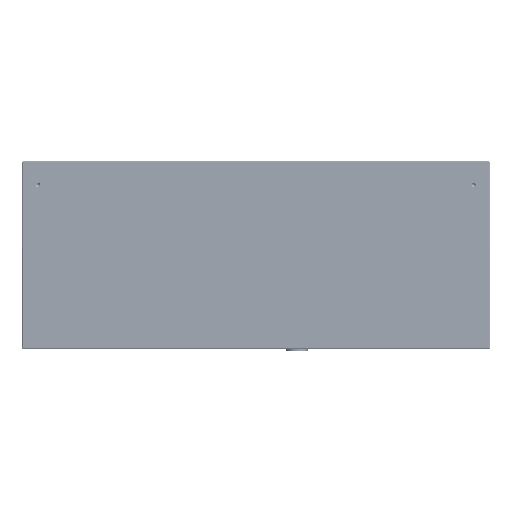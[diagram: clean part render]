
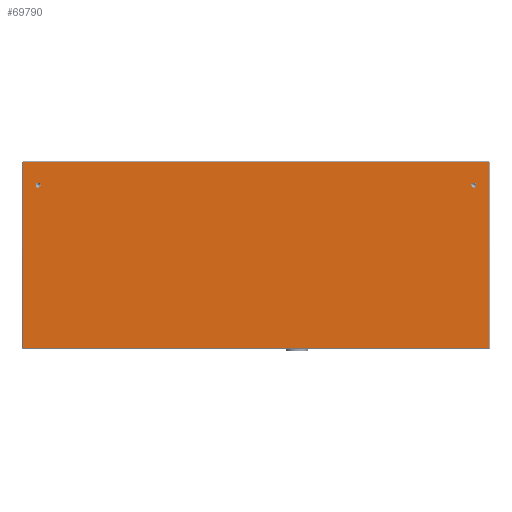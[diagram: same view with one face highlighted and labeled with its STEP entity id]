
A CAD part, left-side view. The second image highlights one B-rep face of the part: STEP entity #69790.
In plain terms, the highlighted face is planar.
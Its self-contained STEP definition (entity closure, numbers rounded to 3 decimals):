
#31378=DIRECTION('',(0.,-1.,0.));
#31379=VECTOR('',#31378,323.2);
#31380=CARTESIAN_POINT('',(157.5,323.2,-1.8));
#31381=LINE('',#31380,#31379);
#31385=DIRECTION('',(0.,-1.,0.));
#31386=VECTOR('',#31385,323.2);
#31387=CARTESIAN_POINT('',(157.5,0.,-1.8));
#31388=LINE('',#31387,#31386);
#43566=DIRECTION('',(0.,1.,0.));
#43567=VECTOR('',#43566,646.4);
#43568=CARTESIAN_POINT('',(157.5,-323.2,-260.));
#43569=LINE('',#43568,#43567);
#43643=DIRECTION('',(0.,0.,-1.));
#43644=VECTOR('',#43643,258.2);
#43645=CARTESIAN_POINT('',(157.5,-323.2,-1.8));
#43646=LINE('',#43645,#43644);
#43788=CARTESIAN_POINT('',(157.5,-302.3,-227.8));
#43789=DIRECTION('',(1.,0.,0.));
#43790=DIRECTION('',(0.,0.,1.));
#43791=AXIS2_PLACEMENT_3D('',#43788,#43789,#43790);
#43796=CARTESIAN_POINT('',(157.5,-302.3,-227.8));
#43797=DIRECTION('',(1.,0.,0.));
#43798=DIRECTION('',(0.,0.,-1.));
#43799=AXIS2_PLACEMENT_3D('',#43796,#43797,#43798);
#43804=CARTESIAN_POINT('',(157.5,302.7,-227.8));
#43805=DIRECTION('',(1.,0.,0.));
#43806=DIRECTION('',(0.,0.,1.));
#43807=AXIS2_PLACEMENT_3D('',#43804,#43805,#43806);
#43812=CARTESIAN_POINT('',(157.5,302.7,-227.8));
#43813=DIRECTION('',(1.,0.,0.));
#43814=DIRECTION('',(0.,0.,-1.));
#43815=AXIS2_PLACEMENT_3D('',#43812,#43813,#43814);
#43837=DIRECTION('',(0.,0.,1.));
#43838=VECTOR('',#43837,258.2);
#43839=CARTESIAN_POINT('',(157.5,323.2,-260.));
#43840=LINE('',#43839,#43838);
#56885=CARTESIAN_POINT('',(157.5,-323.2,-1.8));
#56886=VERTEX_POINT('',#56885);
#56889=CARTESIAN_POINT('',(157.5,323.2,-1.8));
#56890=VERTEX_POINT('',#56889);
#56891=CARTESIAN_POINT('',(157.5,0.,-1.8));
#56892=VERTEX_POINT('',#56891);
#59830=CARTESIAN_POINT('',(157.5,302.7,-224.3));
#59831=CARTESIAN_POINT('',(157.5,302.7,-231.3));
#59832=VERTEX_POINT('',#59830);
#59833=VERTEX_POINT('',#59831);
#59834=CARTESIAN_POINT('',(157.5,323.2,-260.));
#59835=VERTEX_POINT('',#59834);
#59836=CARTESIAN_POINT('',(157.5,-323.2,-260.));
#59837=VERTEX_POINT('',#59836);
#59838=CARTESIAN_POINT('',(157.5,-302.3,-224.3));
#59839=CARTESIAN_POINT('',(157.5,-302.3,-231.3));
#59840=VERTEX_POINT('',#59838);
#59841=VERTEX_POINT('',#59839);
#69765=CARTESIAN_POINT('',(157.5,0.,-260.));
#69766=DIRECTION('',(-1.,0.,0.));
#69767=DIRECTION('',(0.,0.,1.));
#69768=AXIS2_PLACEMENT_3D('',#69765,#69766,#69767);
#69769=PLANE('',#69768);
#69771=ORIENTED_EDGE('',*,*,#69770,.F.);
#69772=ORIENTED_EDGE('',*,*,#69563,.F.);
#69773=ORIENTED_EDGE('',*,*,#69612,.F.);
#69774=ORIENTED_EDGE('',*,*,#64438,.F.);
#69775=ORIENTED_EDGE('',*,*,#64436,.F.);
#69776=EDGE_LOOP('',(#69771,#69772,#69773,#69774,#69775));
#69777=FACE_OUTER_BOUND('',#69776,.F.);
#69779=ORIENTED_EDGE('',*,*,#69778,.T.);
#69781=ORIENTED_EDGE('',*,*,#69780,.T.);
#69782=EDGE_LOOP('',(#69779,#69781));
#69783=FACE_BOUND('',#69782,.F.);
#69785=ORIENTED_EDGE('',*,*,#69784,.T.);
#69787=ORIENTED_EDGE('',*,*,#69786,.T.);
#69788=EDGE_LOOP('',(#69785,#69787));
#69789=FACE_BOUND('',#69788,.F.);
#69790=ADVANCED_FACE('',(#69777,#69783,#69789),#69769,.F.);
#43792=CIRCLE('',#43791,3.5);
#43800=CIRCLE('',#43799,3.5);
#43808=CIRCLE('',#43807,3.5);
#43816=CIRCLE('',#43815,3.5);
#64436=EDGE_CURVE('',#56890,#56892,#31381,.T.);
#64438=EDGE_CURVE('',#56892,#56886,#31388,.T.);
#69563=EDGE_CURVE('',#59837,#59835,#43569,.T.);
#69612=EDGE_CURVE('',#56886,#59837,#43646,.T.);
#69770=EDGE_CURVE('',#59835,#56890,#43840,.T.);
#69778=EDGE_CURVE('',#59840,#59841,#43792,.T.);
#69780=EDGE_CURVE('',#59841,#59840,#43800,.T.);
#69784=EDGE_CURVE('',#59832,#59833,#43808,.T.);
#69786=EDGE_CURVE('',#59833,#59832,#43816,.T.);
